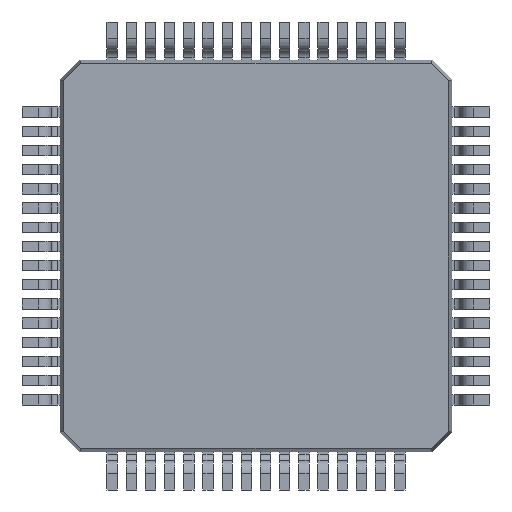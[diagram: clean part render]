
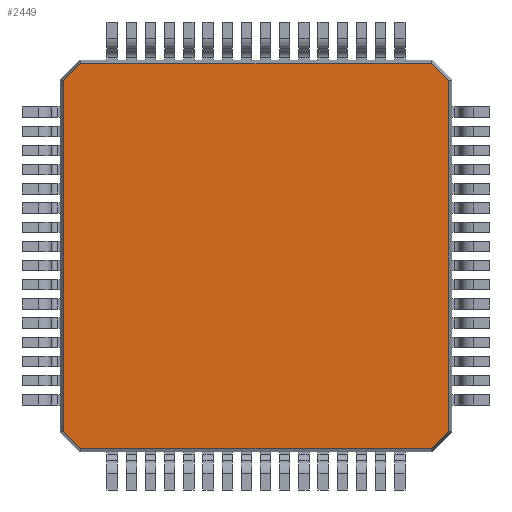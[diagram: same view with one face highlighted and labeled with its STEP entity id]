
A CAD part, front view. The second image highlights one B-rep face of the part: STEP entity #2449.
In plain terms, the highlighted planar face has unit normal (0, -1, 0).
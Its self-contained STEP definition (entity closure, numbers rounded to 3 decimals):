
#4 = CARTESIAN_POINT ( 'NONE',  ( -4.563, -0.525, 5.01 ) ) ;
#34 = VECTOR ( 'NONE', #1455, 1000. ) ;
#48 = DIRECTION ( 'NONE',  ( -0.707, 0., 0.707 ) ) ;
#140 = DIRECTION ( 'NONE',  ( 0., -1., 0. ) ) ;
#155 = EDGE_CURVE ( 'NONE', #2075, #393, #569, .T. ) ;
#156 = DIRECTION ( 'NONE',  ( 0.707, 0., -0.707 ) ) ;
#229 = EDGE_CURVE ( 'NONE', #1868, #823, #2085, .T. ) ;
#306 = CARTESIAN_POINT ( 'NONE',  ( 5.01, -0.525, 4.563 ) ) ;
#323 = VECTOR ( 'NONE', #1749, 1000. ) ;
#333 = LINE ( 'NONE', #820, #2356 ) ;
#366 = ORIENTED_EDGE ( 'NONE', *, *, #2184, .T. ) ;
#391 = EDGE_CURVE ( 'NONE', #1215, #1818, #835, .T. ) ;
#393 = VERTEX_POINT ( 'NONE', #1935 ) ;
#398 = ORIENTED_EDGE ( 'NONE', *, *, #229, .T. ) ;
#463 = CARTESIAN_POINT ( 'NONE',  ( -5.01, -0.525, -4.563 ) ) ;
#491 = ORIENTED_EDGE ( 'NONE', *, *, #1528, .T. ) ;
#569 = LINE ( 'NONE', #463, #2055 ) ;
#673 = FACE_OUTER_BOUND ( 'NONE', #885, .T. ) ;
#715 = CARTESIAN_POINT ( 'NONE',  ( -5.01, -0.525, 4.563 ) ) ;
#741 = LINE ( 'NONE', #1388, #1717 ) ;
#761 = VECTOR ( 'NONE', #807, 1000. ) ;
#768 = VERTEX_POINT ( 'NONE', #769 ) ;
#769 = CARTESIAN_POINT ( 'NONE',  ( 4.563, -0.525, 5.01 ) ) ;
#807 = DIRECTION ( 'NONE',  ( 1., 0., 0. ) ) ;
#820 = CARTESIAN_POINT ( 'NONE',  ( 5.01, -0.525, -5.1 ) ) ;
#823 = VERTEX_POINT ( 'NONE', #1634 ) ;
#835 = LINE ( 'NONE', #4, #323 ) ;
#885 = EDGE_LOOP ( 'NONE', ( #491, #366, #2323, #2296, #1125, #1580, #2393, #398 ) ) ;
#949 = EDGE_CURVE ( 'NONE', #768, #1215, #1502, .T. ) ;
#988 = CARTESIAN_POINT ( 'NONE',  ( -4.563, -0.525, 5.01 ) ) ;
#1015 = LINE ( 'NONE', #2322, #1536 ) ;
#1051 = VECTOR ( 'NONE', #2405, 1000. ) ;
#1125 = ORIENTED_EDGE ( 'NONE', *, *, #1955, .T. ) ;
#1215 = VERTEX_POINT ( 'NONE', #988 ) ;
#1292 = CARTESIAN_POINT ( 'NONE',  ( 5.1, -0.525, -5.1 ) ) ;
#1342 = DIRECTION ( 'NONE',  ( 0., 0., -1. ) ) ;
#1388 = CARTESIAN_POINT ( 'NONE',  ( 5.01, -0.525, 4.563 ) ) ;
#1440 = EDGE_CURVE ( 'NONE', #393, #1868, #2252, .T. ) ;
#1455 = DIRECTION ( 'NONE',  ( -1., 0., 0. ) ) ;
#1486 = DIRECTION ( 'NONE',  ( 0., 0., -1. ) ) ;
#1502 = LINE ( 'NONE', #2445, #34 ) ;
#1528 = EDGE_CURVE ( 'NONE', #823, #2450, #333, .T. ) ;
#1536 = VECTOR ( 'NONE', #1342, 1000. ) ;
#1580 = ORIENTED_EDGE ( 'NONE', *, *, #155, .T. ) ;
#1634 = CARTESIAN_POINT ( 'NONE',  ( 5.01, -0.525, -4.563 ) ) ;
#1717 = VECTOR ( 'NONE', #48, 1000. ) ;
#1749 = DIRECTION ( 'NONE',  ( -0.707, 0., -0.707 ) ) ;
#1787 = DIRECTION ( 'NONE',  ( 0., 0., 1. ) ) ;
#1818 = VERTEX_POINT ( 'NONE', #715 ) ;
#1868 = VERTEX_POINT ( 'NONE', #1877 ) ;
#1869 = PLANE ( 'NONE',  #2366 ) ;
#1877 = CARTESIAN_POINT ( 'NONE',  ( 4.563, -0.525, -5.01 ) ) ;
#1935 = CARTESIAN_POINT ( 'NONE',  ( -4.563, -0.525, -5.01 ) ) ;
#1955 = EDGE_CURVE ( 'NONE', #1818, #2075, #1015, .T. ) ;
#1971 = CARTESIAN_POINT ( 'NONE',  ( 5.1, -0.525, -5.01 ) ) ;
#2035 = CARTESIAN_POINT ( 'NONE',  ( 4.563, -0.525, -5.01 ) ) ;
#2055 = VECTOR ( 'NONE', #156, 1000. ) ;
#2075 = VERTEX_POINT ( 'NONE', #2157 ) ;
#2085 = LINE ( 'NONE', #2035, #1051 ) ;
#2157 = CARTESIAN_POINT ( 'NONE',  ( -5.01, -0.525, -4.563 ) ) ;
#2184 = EDGE_CURVE ( 'NONE', #2450, #768, #741, .T. ) ;
#2252 = LINE ( 'NONE', #1971, #761 ) ;
#2296 = ORIENTED_EDGE ( 'NONE', *, *, #391, .T. ) ;
#2322 = CARTESIAN_POINT ( 'NONE',  ( -5.01, -0.525, -5.1 ) ) ;
#2323 = ORIENTED_EDGE ( 'NONE', *, *, #949, .T. ) ;
#2356 = VECTOR ( 'NONE', #1787, 1000. ) ;
#2366 = AXIS2_PLACEMENT_3D ( 'NONE', #1292, #140, #1486 ) ;
#2393 = ORIENTED_EDGE ( 'NONE', *, *, #1440, .T. ) ;
#2405 = DIRECTION ( 'NONE',  ( 0.707, 0., 0.707 ) ) ;
#2445 = CARTESIAN_POINT ( 'NONE',  ( 5.1, -0.525, 5.01 ) ) ;
#2449 = ADVANCED_FACE ( 'NONE', ( #673 ), #1869, .T. ) ;
#2450 = VERTEX_POINT ( 'NONE', #306 ) ;
